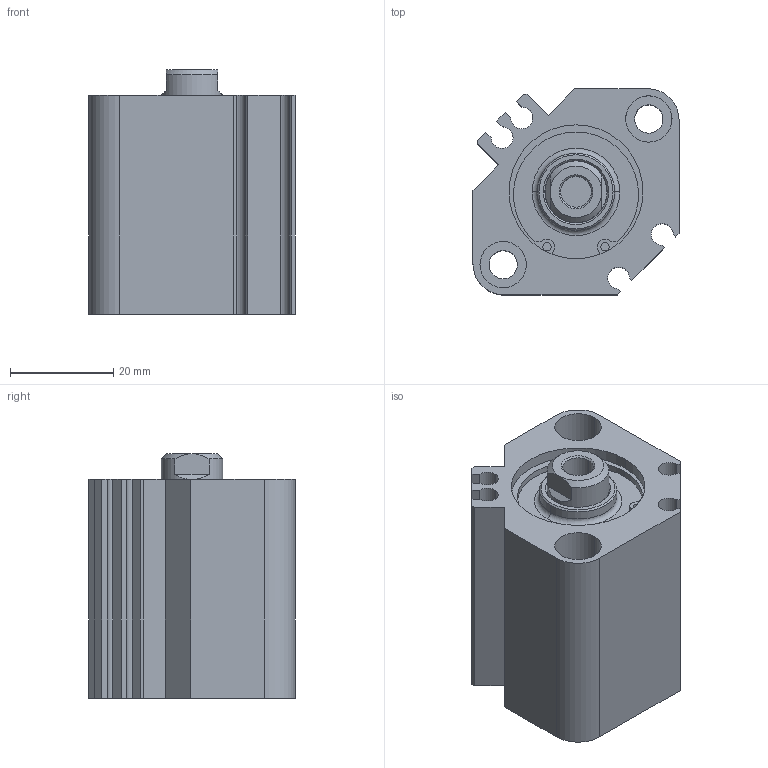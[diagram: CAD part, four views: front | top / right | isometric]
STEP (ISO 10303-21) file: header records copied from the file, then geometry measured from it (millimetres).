
FILE_DESCRIPTION(('STEP AP214'),'1');
FILE_NAME('CA.11.18.007.stp','2017-05-12T13:33:53',(' '),(' '),'Spatial InterOp 3D',' ',' ');
FILE_SCHEMA(('automotive_design'));
Length unit declared in the file: millimetre
Products named in the file (4): CDQ2B25-10DZ.step_CQ2 SnapRing_25; CDQ2B25-10DZ.step_CQ22031Rods_25; CDQ2B25-10DZ.step_CQ2Tube_25BD
Assembly tree (3 placements, depth 2):
  (unnamed)
    CDQ2B25-10DZ.step_CQ2 SnapRing_25
    CDQ2B25-10DZ.step_CQ22031Rods_25
    CDQ2B25-10DZ.step_CQ2Tube_25BD
Bounding box: 40 x 40 x 47.5 mm (x, y, z)
Volume: 46616.9 mm3; surface area: 19964 mm2
Topology: 3 solids, 3 shells, 144 faces, 347 edges, 224 vertices
Faces by surface type: cylinder 74, plane 56, cone 12, torus 2
Entity records: 5479 total; most frequent: DIRECTION 793, CARTESIAN_POINT 747, ORIENTED_EDGE 686, EDGE_CURVE 343, AXIS2_PLACEMENT_3D 310, VERTEX_POINT 224, LINE 173, VECTOR 173
